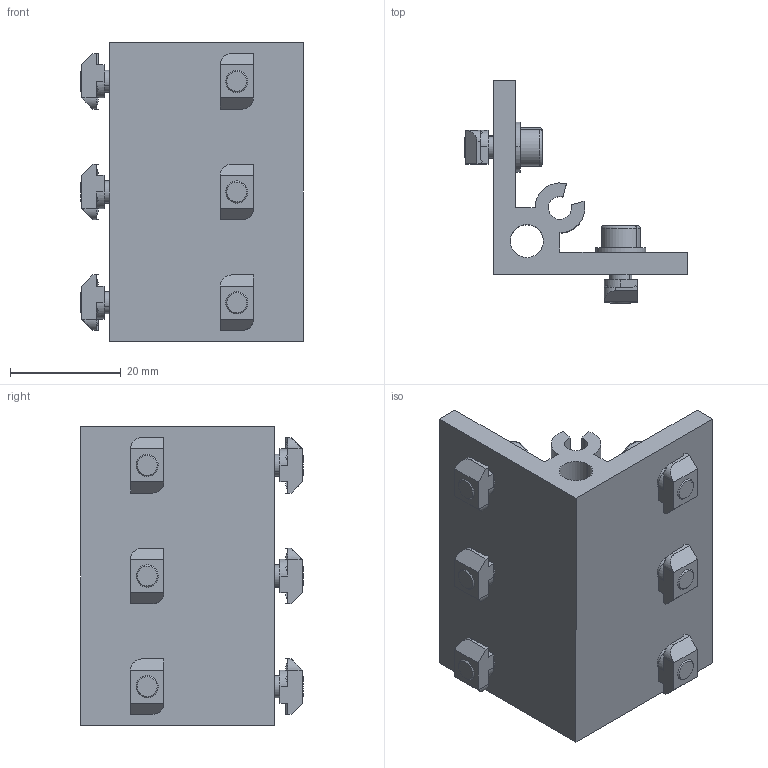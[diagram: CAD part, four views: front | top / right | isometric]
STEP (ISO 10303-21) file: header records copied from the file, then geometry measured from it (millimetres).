
FILE_DESCRIPTION (( 'STEP AP203' ), '1' );
FILE_NAME ('3.31.35.20.60.ST.STEP', '2014-06-24T06:39:27', ( 'USER' ), ( 'Microsoft' ), 'SwSTEP 2.0', 'SolidWorks 2012', '' );
FILE_SCHEMA (( 'CONFIG_CONTROL_DESIGN' ));
Length unit declared in the file: millimetre
Products named in the file (1): 3.31.35.20.60.ST
Bounding box: 40.2 x 40.2 x 54 mm (x, y, z)
Surface area: 13326.5 mm2 (no closed solid volume)
Topology: 0 solids, 25 shells, 260 faces, 822 edges, 552 vertices
Faces by surface type: plane 142, cylinder 70, cone 36, torus 12
Entity records: 9007 total; most frequent: CARTESIAN_POINT 1791, DIRECTION 1548, ORIENTED_EDGE 1300, EDGE_CURVE 810, VERTEX_POINT 552, AXIS2_PLACEMENT_3D 525, LINE 498, VECTOR 498
